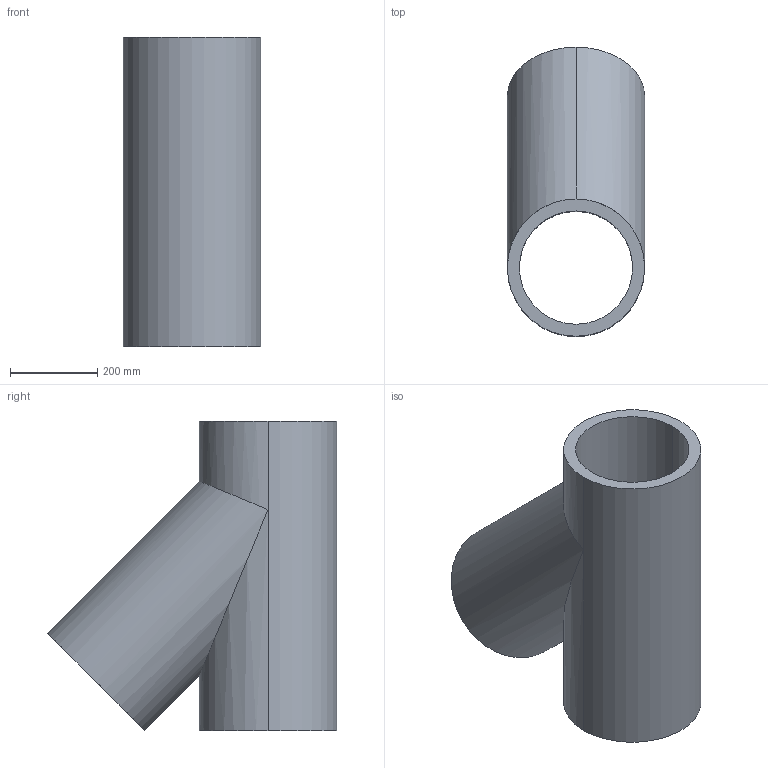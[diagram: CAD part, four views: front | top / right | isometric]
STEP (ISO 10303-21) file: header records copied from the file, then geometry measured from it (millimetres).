
FILE_DESCRIPTION (( 'STEP AP203' ), '1' );
FILE_NAME ('581205120.STEP', '2012-12-28T16:39:49', ( '' ), ( '' ), 'SwSTEP 2.0', 'SolidWorks 2013', '' );
FILE_SCHEMA (( 'CONFIG_CONTROL_DESIGN' ));
Length unit declared in the file: inch
Products named in the file (1): 581205120
Bounding box: 314.96 x 663.97 x 711.2 mm (x, y, z)
Volume: 27917047.1 mm3; surface area: 2022137.8 mm2
Topology: 1 solids, 1 shells, 13 faces, 28 edges, 18 vertices
Faces by surface type: cylinder 10, plane 3
Entity records: 656 total; most frequent: CARTESIAN_POINT 291, DIRECTION 62, ORIENTED_EDGE 56, EDGE_CURVE 28, AXIS2_PLACEMENT_3D 26, VERTEX_POINT 18, EDGE_LOOP 16, FACE_OUTER_BOUND 13
